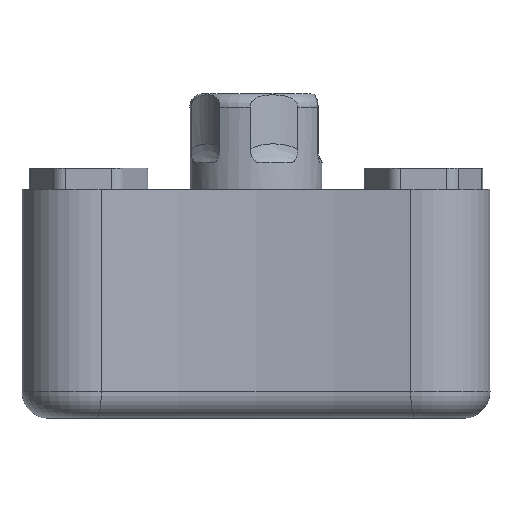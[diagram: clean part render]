
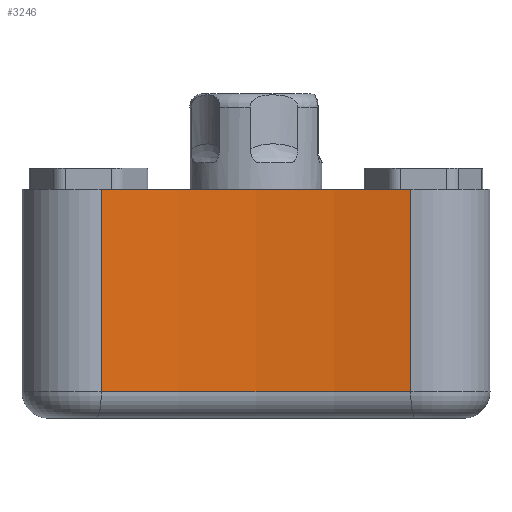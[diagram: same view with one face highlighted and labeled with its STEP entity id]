
A CAD part, front view. The second image highlights one B-rep face of the part: STEP entity #3246.
In plain terms, the highlighted cylindrical face has radius 196.012 mm (diameter 392.024 mm), a partial arc.
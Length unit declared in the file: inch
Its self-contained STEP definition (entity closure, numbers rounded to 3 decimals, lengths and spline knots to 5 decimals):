
#221=FACE_OUTER_BOUND('',#422,.T.);
#422=EDGE_LOOP('',(#2370,#2371,#2372,#2373));
#587=CIRCLE('',#3432,7.717);
#631=CIRCLE('',#3519,7.717);
#901=LINE('',#6291,#1071);
#920=LINE('',#8078,#1090);
#1071=VECTOR('',#3861,0.3937);
#1090=VECTOR('',#4044,0.3937);
#1288=VERTEX_POINT('',#6218);
#1290=VERTEX_POINT('',#6251);
#1293=VERTEX_POINT('',#6289);
#1355=VERTEX_POINT('',#8076);
#1649=EDGE_CURVE('',#1288,#1290,#587,.T.);
#1654=EDGE_CURVE('',#1293,#1288,#901,.T.);
#1747=EDGE_CURVE('',#1293,#1355,#631,.T.);
#1748=EDGE_CURVE('',#1290,#1355,#920,.T.);
#2370=ORIENTED_EDGE('',*,*,#1649,.F.);
#2371=ORIENTED_EDGE('',*,*,#1654,.F.);
#2372=ORIENTED_EDGE('',*,*,#1747,.T.);
#2373=ORIENTED_EDGE('',*,*,#1748,.F.);
#3127=CYLINDRICAL_SURFACE('',#3518,7.717);
#3246=ADVANCED_FACE('',(#221),#3127,.F.);
#3432=AXIS2_PLACEMENT_3D('',#6282,#3848,#3849);
#3518=AXIS2_PLACEMENT_3D('',#8075,#4040,#4041);
#3519=AXIS2_PLACEMENT_3D('',#8077,#4042,#4043);
#3848=DIRECTION('center_axis',(0.,0.,1.));
#3849=DIRECTION('ref_axis',(0.,1.,0.));
#3861=DIRECTION('',(0.,0.,-1.));
#4040=DIRECTION('center_axis',(0.,0.,-1.));
#4041=DIRECTION('ref_axis',(0.574,0.819,0.));
#4042=DIRECTION('center_axis',(0.,0.,1.));
#4043=DIRECTION('ref_axis',(0.574,0.819,0.));
#4044=DIRECTION('',(0.,0.,1.));
#6218=CARTESIAN_POINT('',(3.45416,0.10504,0.25));
#6251=CARTESIAN_POINT('',(0.54584,0.10504,0.25));
#6282=CARTESIAN_POINT('Origin',(2.,-7.47371,0.25));
#6289=CARTESIAN_POINT('',(3.45416,0.10504,2.15));
#6291=CARTESIAN_POINT('',(3.45416,0.10504,2.15));
#8075=CARTESIAN_POINT('Origin',(2.,-7.47371,2.15));
#8076=CARTESIAN_POINT('',(0.54584,0.10504,2.15));
#8077=CARTESIAN_POINT('Origin',(2.,-7.47371,2.15));
#8078=CARTESIAN_POINT('',(0.54584,0.10504,2.15));
